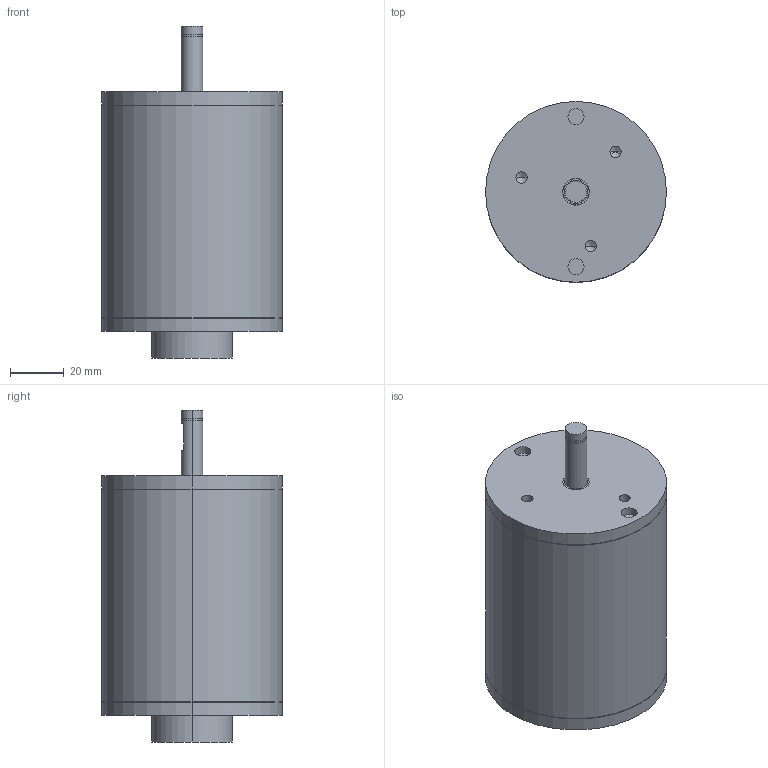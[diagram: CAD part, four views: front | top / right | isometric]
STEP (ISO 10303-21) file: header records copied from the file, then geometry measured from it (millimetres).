
FILE_DESCRIPTION (( 'STEP AP214' ), '1' );
FILE_NAME ('DC motor zy6812 100w.STEP', '2022-04-20T12:22:15', ( '' ), ( '' ), 'SwSTEP 2.0', 'SolidWorks 2020', '' );
FILE_SCHEMA (( 'AUTOMOTIVE_DESIGN' ));
Length unit declared in the file: millimetre
Products named in the file (1): DC motor zy6812 100w
Bounding box: 67.5 x 67.5 x 123.91 mm (x, y, z)
Volume: 327998.8 mm3; surface area: 28716.3 mm2
Topology: 1 solids, 1 shells, 58 faces, 120 edges, 75 vertices
Faces by surface type: cylinder 34, plane 18, cone 6
Entity records: 2086 total; most frequent: DIRECTION 302, CARTESIAN_POINT 248, ORIENTED_EDGE 228, AXIS2_PLACEMENT_3D 129, EDGE_CURVE 114, EDGE_LOOP 75, VERTEX_POINT 75, CIRCLE 70
